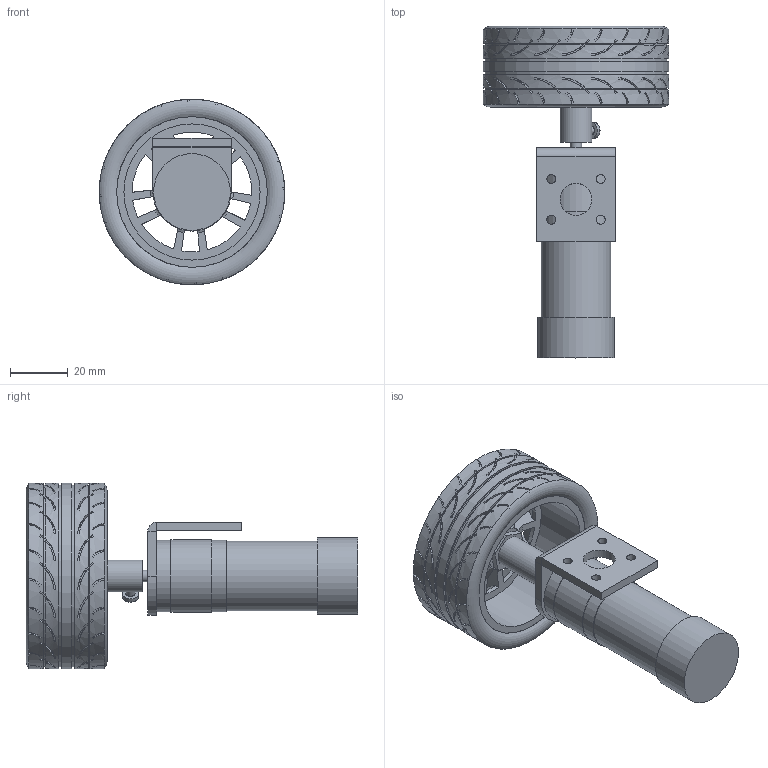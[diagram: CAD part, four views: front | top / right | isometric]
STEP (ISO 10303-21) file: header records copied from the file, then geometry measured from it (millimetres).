
FILE_DESCRIPTION(('STEP AP242'), '1');
FILE_NAME('Wheel motor with encoder', '2019-09-09T14:21:03', ('PGnedykh'), (''), 'ASCON STEP Converter 1.6', 'ASCON Math Kernel', '');
FILE_SCHEMA(('AP242_MANAGED_MODEL_BASED_3D_ENGINEERING_MIM_LF { 1 0 10303 442 1 1 4 }'));
Length unit declared in the file: millimetre
Assembly tree (11 placements, depth 4):
  (unnamed)
    (unnamed)
      (unnamed)
      (unnamed)
    (unnamed)
      (unnamed)
        (unnamed)
        (unnamed)
      (unnamed)
      (unnamed)
      (unnamed)
      (unnamed)
Bounding box: 64 x 114.49 x 64 mm (x, y, z)
Volume: 84699.7 mm3; surface area: 38347.6 mm2
Topology: 8 solids, 8 shells, 826 faces, 2301 edges, 1493 vertices
Faces by surface type: plane 471, extrusion 160, cylinder 123, cone 42, torus 21, bspline 8, sphere 1
Full cylindrical faces by diameter (mm): 2 x5, 3 x3, 3.121 x6, 3.5 x1, 4 x2, 5.5 x1, 5.6 x1, 8 x1, 11 x2, 16 x1, 24 x1, 24.6 x2, 25 x1, 26.5 x1, 47 x1, 52 x2, 62.8 x2, 64 x5
Entity records: 43075 total; most frequent: CARTESIAN_POINT 16334, ORIENTED_EDGE 4484, DIRECTION 3320, EDGE_CURVE 2242, VERTEX_POINT 1488, VECTOR 1142, AXIS2_PLACEMENT_3D 1089, LINE 982
